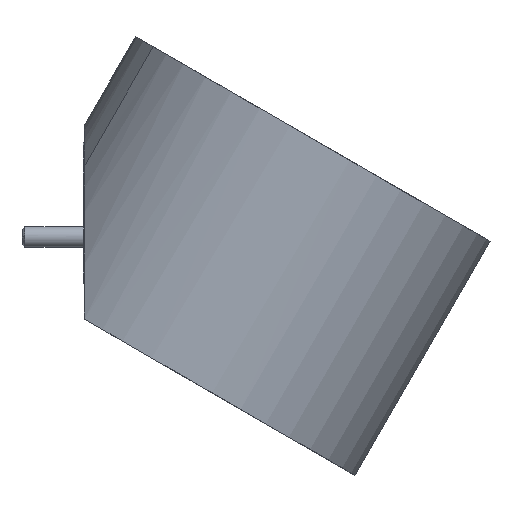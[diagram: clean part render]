
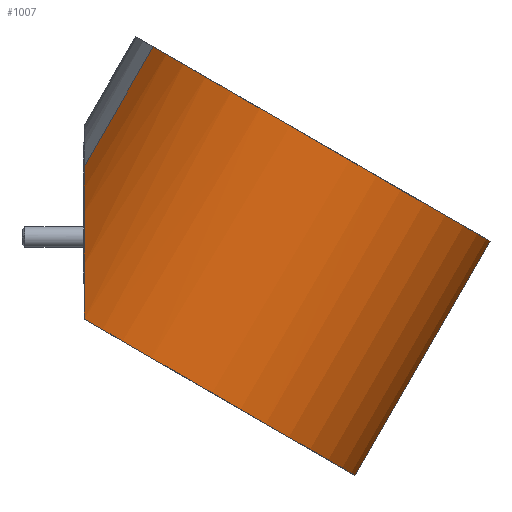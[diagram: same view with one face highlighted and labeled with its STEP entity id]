
A CAD part, left-side view. The second image highlights one B-rep face of the part: STEP entity #1007.
In plain terms, the highlighted cylindrical face has radius 60 mm (diameter 120 mm), a partial arc.
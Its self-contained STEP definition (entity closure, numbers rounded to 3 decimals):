
#383=B_SPLINE_CURVE_WITH_KNOTS('',3,(#11197,#11198,#11199,#11200,#11201,
#11202),.UNSPECIFIED.,.F.,.F.,(4,2,4),(0.,26.032,51.901),
 .UNSPECIFIED.);
#602=CYLINDRICAL_SURFACE('',#7022,60.);
#1007=ADVANCED_FACE('',(#1449),#602,.T.);
#1449=FACE_OUTER_BOUND('',#1937,.T.);
#1937=EDGE_LOOP('',(#3377,#3378,#3379,#3380,#3381));
#3377=ORIENTED_EDGE('',*,*,#4800,.T.);
#3378=ORIENTED_EDGE('',*,*,#4709,.T.);
#3379=ORIENTED_EDGE('',*,*,#4717,.F.);
#3380=ORIENTED_EDGE('',*,*,#4801,.F.);
#3381=ORIENTED_EDGE('',*,*,#4799,.F.);
#4709=EDGE_CURVE('',#6138,#6143,#5445,.T.);
#4717=EDGE_CURVE('',#6145,#6143,#383,.T.);
#4799=EDGE_CURVE('',#6198,#6199,#5510,.T.);
#4800=EDGE_CURVE('',#6198,#6138,#5511,.T.);
#4801=EDGE_CURVE('',#6199,#6145,#5512,.T.);
#5445=(
BOUNDED_CURVE()
B_SPLINE_CURVE(1,(#11154,#11155),.UNSPECIFIED.,.F.,.F.)
B_SPLINE_CURVE_WITH_KNOTS((2,2),(0.,40.395),.UNSPECIFIED.)
CURVE()
GEOMETRIC_REPRESENTATION_ITEM()
RATIONAL_B_SPLINE_CURVE((1.,1.))
REPRESENTATION_ITEM('')
);
#5510=(
BOUNDED_CURVE()
B_SPLINE_CURVE(1,(#11653,#11654),.UNSPECIFIED.,.F.,.F.)
B_SPLINE_CURVE_WITH_KNOTS((2,2),(0.,79.2),.UNSPECIFIED.)
CURVE()
GEOMETRIC_REPRESENTATION_ITEM()
RATIONAL_B_SPLINE_CURVE((1.,1.))
REPRESENTATION_ITEM('')
);
#5511=(
BOUNDED_CURVE()
B_SPLINE_CURVE(2,(#11655,#11656,#11657,#11658,#11659),.UNSPECIFIED.,.F.,
 .F.)
B_SPLINE_CURVE_WITH_KNOTS((3,2,3),(188.496,282.743,376.991),
 .UNSPECIFIED.)
CURVE()
GEOMETRIC_REPRESENTATION_ITEM()
RATIONAL_B_SPLINE_CURVE((1.,0.707,1.,0.707,1.))
REPRESENTATION_ITEM('')
);
#5512=(
BOUNDED_CURVE()
B_SPLINE_CURVE(2,(#11660,#11661,#11662,#11663,#11664),.UNSPECIFIED.,.F.,
 .F.)
B_SPLINE_CURVE_WITH_KNOTS((3,2,3),(188.496,282.743,342.447),
 .UNSPECIFIED.)
CURVE()
GEOMETRIC_REPRESENTATION_ITEM()
RATIONAL_B_SPLINE_CURVE((1.,0.707,1.,0.876,1.))
REPRESENTATION_ITEM('')
);
#6138=VERTEX_POINT('',#11063);
#6143=VERTEX_POINT('',#11068);
#6145=VERTEX_POINT('',#11070);
#6198=VERTEX_POINT('',#11123);
#6199=VERTEX_POINT('',#11124);
#7022=AXIS2_PLACEMENT_3D('',#11050,#7406,$);
#7406=DIRECTION('',(0.,0.5,-0.866));
#11050=CARTESIAN_POINT('',(0.,-9.794,-2.25));
#11063=CARTESIAN_POINT('',(-26.157,17.17,59.044));
#11068=CARTESIAN_POINT('',(-26.157,37.368,24.061));
#11070=CARTESIAN_POINT('',(-51.008,37.368,-20.747));
#11123=CARTESIAN_POINT('',(26.157,-76.358,5.046));
#11124=CARTESIAN_POINT('',(26.157,-36.758,-63.543));
#11154=CARTESIAN_POINT('',(-26.157,17.17,59.044));
#11155=CARTESIAN_POINT('',(-26.157,37.368,24.061));
#11197=CARTESIAN_POINT('',(-51.008,37.368,-20.747));
#11198=CARTESIAN_POINT('',(-48.479,37.368,-12.581));
#11199=CARTESIAN_POINT('',(-45.271,37.368,-4.417));
#11200=CARTESIAN_POINT('',(-37.311,37.368,10.675));
#11201=CARTESIAN_POINT('',(-32.299,37.368,18.111));
#11202=CARTESIAN_POINT('',(-26.157,37.368,24.061));
#11653=CARTESIAN_POINT('',(26.157,-76.358,5.046));
#11654=CARTESIAN_POINT('',(26.157,-36.758,-63.543));
#11655=CARTESIAN_POINT('',(26.157,-76.358,5.046));
#11656=CARTESIAN_POINT('',(-27.841,-99.01,-8.033));
#11657=CARTESIAN_POINT('',(-53.998,-52.246,18.967));
#11658=CARTESIAN_POINT('',(-80.155,-5.482,45.966));
#11659=CARTESIAN_POINT('',(-26.157,17.17,59.044));
#11660=CARTESIAN_POINT('',(26.157,-36.758,-63.543));
#11661=CARTESIAN_POINT('',(-27.841,-59.41,-76.622));
#11662=CARTESIAN_POINT('',(-53.998,-12.646,-49.623));
#11663=CARTESIAN_POINT('',(-68.384,13.073,-34.774));
#11664=CARTESIAN_POINT('',(-51.008,37.368,-20.747));
